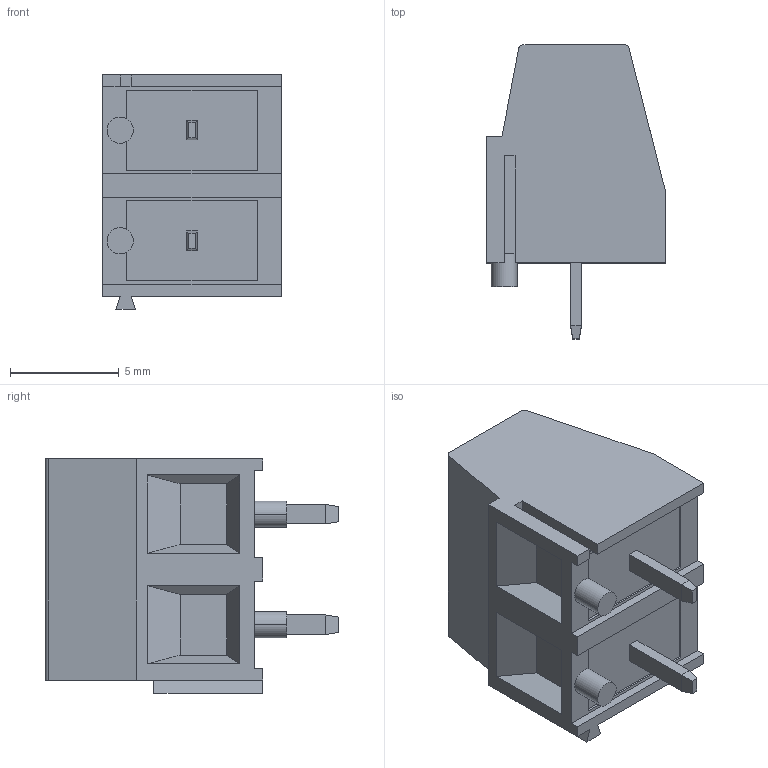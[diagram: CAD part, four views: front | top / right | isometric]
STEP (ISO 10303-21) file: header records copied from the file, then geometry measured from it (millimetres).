
FILE_DESCRIPTION (( 'STEP AP214' ), '1' );
FILE_NAME ('282837-2.STEP', '2021-10-28T13:33:53', ( '' ), ( '' ), 'SwSTEP 2.0', 'SolidWorks 2018', '' );
FILE_SCHEMA (( 'AUTOMOTIVE_DESIGN' ));
Length unit declared in the file: millimetre
Products named in the file (2): 282837-2
Bounding box: 8.2 x 13.5 x 10.76 mm (x, y, z)
Volume: 636.7 mm3; surface area: 772.9 mm2
Topology: 3 solids, 3 shells, 134 faces, 319 edges, 208 vertices
Faces by surface type: plane 110, cylinder 24
Entity records: 5388 total; most frequent: DIRECTION 667, CARTESIAN_POINT 663, ORIENTED_EDGE 638, EDGE_CURVE 319, LINE 243, VECTOR 243, AXIS2_PLACEMENT_3D 212, VERTEX_POINT 208
